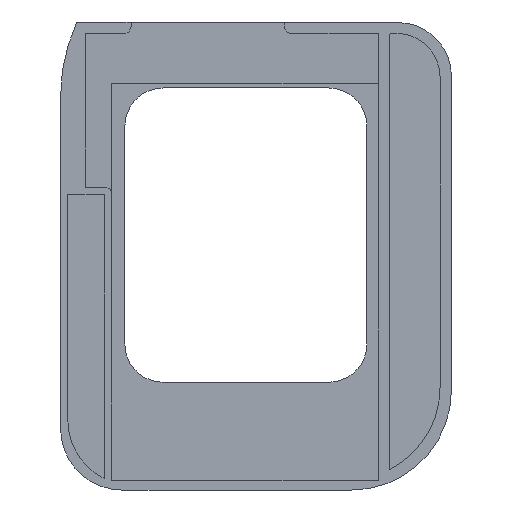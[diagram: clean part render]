
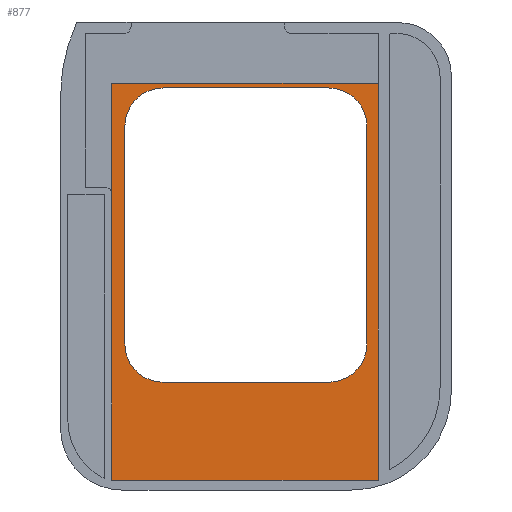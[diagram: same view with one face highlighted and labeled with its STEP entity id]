
A CAD part, left-side view. The second image highlights one B-rep face of the part: STEP entity #877.
In plain terms, the highlighted planar face has unit normal (-1, 0, 0).
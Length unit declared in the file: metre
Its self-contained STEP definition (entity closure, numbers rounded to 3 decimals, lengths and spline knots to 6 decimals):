
#32=CIRCLE('',#948,0.005);
#34=CIRCLE('',#952,0.005);
#36=CIRCLE('',#956,0.005);
#38=CIRCLE('',#960,0.005);
#290=ORIENTED_EDGE('',*,*,#365,.F.);
#291=ORIENTED_EDGE('',*,*,#401,.T.);
#292=ORIENTED_EDGE('',*,*,#355,.F.);
#293=ORIENTED_EDGE('',*,*,#360,.F.);
#294=ORIENTED_EDGE('',*,*,#402,.T.);
#295=ORIENTED_EDGE('',*,*,#424,.T.);
#296=ORIENTED_EDGE('',*,*,#421,.T.);
#297=ORIENTED_EDGE('',*,*,#418,.F.);
#298=ORIENTED_EDGE('',*,*,#415,.T.);
#299=ORIENTED_EDGE('',*,*,#412,.T.);
#300=ORIENTED_EDGE('',*,*,#409,.T.);
#301=ORIENTED_EDGE('',*,*,#406,.T.);
#355=EDGE_CURVE('',#463,#464,#549,.T.);
#360=EDGE_CURVE('',#467,#463,#554,.T.);
#365=EDGE_CURVE('',#471,#467,#559,.T.);
#401=EDGE_CURVE('',#471,#464,#587,.T.);
#402=EDGE_CURVE('',#492,#493,#32,.T.);
#406=EDGE_CURVE('',#496,#492,#590,.T.);
#409=EDGE_CURVE('',#498,#496,#34,.T.);
#412=EDGE_CURVE('',#500,#498,#594,.T.);
#415=EDGE_CURVE('',#502,#500,#36,.T.);
#418=EDGE_CURVE('',#502,#504,#598,.T.);
#421=EDGE_CURVE('',#506,#504,#38,.T.);
#424=EDGE_CURVE('',#493,#506,#602,.T.);
#463=VERTEX_POINT('',#1319);
#464=VERTEX_POINT('',#1321);
#467=VERTEX_POINT('',#1329);
#471=VERTEX_POINT('',#1339);
#492=VERTEX_POINT('',#1416);
#493=VERTEX_POINT('',#1417);
#496=VERTEX_POINT('',#1425);
#498=VERTEX_POINT('',#1431);
#500=VERTEX_POINT('',#1437);
#502=VERTEX_POINT('',#1443);
#504=VERTEX_POINT('',#1449);
#506=VERTEX_POINT('',#1455);
#549=LINE('',#1320,#645);
#554=LINE('',#1330,#650);
#559=LINE('',#1340,#655);
#587=LINE('',#1410,#683);
#590=LINE('',#1424,#686);
#594=LINE('',#1436,#690);
#598=LINE('',#1448,#694);
#602=LINE('',#1460,#698);
#645=VECTOR('',#1066,1.);
#650=VECTOR('',#1073,1.);
#655=VECTOR('',#1080,1.);
#683=VECTOR('',#1152,1.);
#686=VECTOR('',#1169,1.);
#690=VECTOR('',#1181,1.);
#694=VECTOR('',#1193,1.);
#698=VECTOR('',#1205,1.);
#748=EDGE_LOOP('',(#290,#291,#292,#293));
#749=EDGE_LOOP('',(#294,#295,#296,#297,#298,#299,#300,#301));
#798=FACE_BOUND('',#748,.T.);
#799=FACE_BOUND('',#749,.T.);
#831=PLANE('',#964);
#877=ADVANCED_FACE('',(#798,#799),#831,.F.);
#948=AXIS2_PLACEMENT_3D('',#1415,#1161,#1162);
#952=AXIS2_PLACEMENT_3D('',#1430,#1174,#1175);
#956=AXIS2_PLACEMENT_3D('',#1442,#1186,#1187);
#960=AXIS2_PLACEMENT_3D('',#1454,#1198,#1199);
#964=AXIS2_PLACEMENT_3D('',#1463,#1209,#1210);
#1066=DIRECTION('',(0.,0.,1.));
#1073=DIRECTION('',(0.,1.,0.));
#1080=DIRECTION('',(0.,0.,-1.));
#1152=DIRECTION('',(0.,1.,0.));
#1161=DIRECTION('',(1.,0.,0.));
#1162=DIRECTION('',(0.,0.,-1.));
#1169=DIRECTION('',(0.,1.,0.));
#1174=DIRECTION('',(1.,0.,0.));
#1175=DIRECTION('',(0.,0.,-1.));
#1181=DIRECTION('',(0.,0.,-1.));
#1186=DIRECTION('',(1.,0.,0.));
#1187=DIRECTION('',(0.,0.,-1.));
#1193=DIRECTION('',(0.,1.,0.));
#1198=DIRECTION('',(1.,0.,0.));
#1199=DIRECTION('',(0.,0.,-1.));
#1205=DIRECTION('',(0.,0.,1.));
#1209=DIRECTION('',(1.,0.,0.));
#1210=DIRECTION('',(0.,1.,0.));
#1319=CARTESIAN_POINT('',(-0.16375,0.010418,-0.084708));
#1320=CARTESIAN_POINT('',(-0.16375,0.010418,-0.065588));
#1321=CARTESIAN_POINT('',(-0.16375,0.010418,-0.032938));
#1329=CARTESIAN_POINT('',(-0.16375,-0.024322,-0.084708));
#1330=CARTESIAN_POINT('',(-0.16375,-0.006952,-0.084708));
#1339=CARTESIAN_POINT('',(-0.16375,-0.024322,-0.032938));
#1340=CARTESIAN_POINT('',(-0.16375,-0.024322,-0.055588));
#1410=CARTESIAN_POINT('',(-0.16375,-0.006952,-0.032938));
#1415=CARTESIAN_POINT('',(-0.16375,0.003728,-0.066938));
#1416=CARTESIAN_POINT('',(-0.16375,0.003728,-0.071938));
#1417=CARTESIAN_POINT('',(-0.16375,0.008728,-0.066938));
#1424=CARTESIAN_POINT('',(-0.16375,-0.007072,-0.071938));
#1425=CARTESIAN_POINT('',(-0.16375,-0.017872,-0.071938));
#1430=CARTESIAN_POINT('',(-0.16375,-0.017872,-0.066938));
#1431=CARTESIAN_POINT('',(-0.16375,-0.022872,-0.066938));
#1436=CARTESIAN_POINT('',(-0.16375,-0.022872,-0.052738));
#1437=CARTESIAN_POINT('',(-0.16375,-0.022872,-0.038538));
#1442=CARTESIAN_POINT('',(-0.16375,-0.017872,-0.038538));
#1443=CARTESIAN_POINT('',(-0.16375,-0.017872,-0.033538));
#1448=CARTESIAN_POINT('',(-0.16375,-0.007072,-0.033538));
#1449=CARTESIAN_POINT('',(-0.16375,0.003728,-0.033538));
#1454=CARTESIAN_POINT('',(-0.16375,0.003728,-0.038538));
#1455=CARTESIAN_POINT('',(-0.16375,0.008728,-0.038538));
#1460=CARTESIAN_POINT('',(-0.16375,0.008728,-0.052738));
#1463=CARTESIAN_POINT('',(-0.16375,-0.008391,-0.055464));
